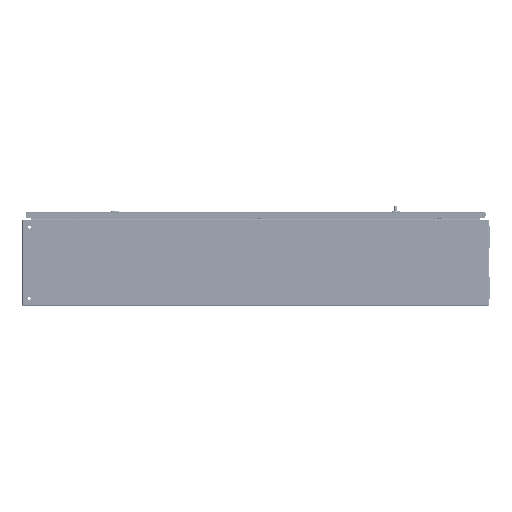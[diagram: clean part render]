
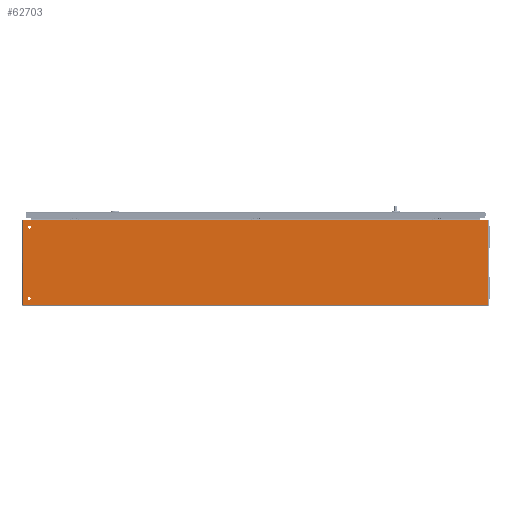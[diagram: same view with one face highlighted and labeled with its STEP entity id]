
A CAD part, left-side view. The second image highlights one B-rep face of the part: STEP entity #62703.
In plain terms, the highlighted planar face has unit normal (-1, 0, 0).
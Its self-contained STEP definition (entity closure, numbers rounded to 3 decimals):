
#3861 = EDGE_CURVE ( 'NONE', #170733, #35501, #131501, .T. ) ;
#4274 = PLANE ( 'NONE',  #144822 ) ;
#9300 = EDGE_CURVE ( 'NONE', #146620, #96715, #88152, .T. ) ;
#13279 = VECTOR ( 'NONE', #49521, 1000. ) ;
#16764 = CARTESIAN_POINT ( 'NONE',  ( -112.75, -796.1, 295. ) ) ;
#16798 = DIRECTION ( 'NONE',  ( -1., 0., 0. ) ) ;
#18198 = VECTOR ( 'NONE', #127696, 1000. ) ;
#20367 = DIRECTION ( 'NONE',  ( -1., 0., 0. ) ) ;
#21223 = EDGE_CURVE ( 'NONE', #31631, #170733, #132148, .T. ) ;
#23168 = ORIENTED_EDGE ( 'NONE', *, *, #9300, .F. ) ;
#23319 = CARTESIAN_POINT ( 'NONE',  ( -112.75, 774.7, 275. ) ) ;
#27112 = EDGE_LOOP ( 'NONE', ( #165095, #23168 ) ) ;
#31631 = VERTEX_POINT ( 'NONE', #85533 ) ;
#32653 = DIRECTION ( 'NONE',  ( 0., 1., 0. ) ) ;
#34605 = ORIENTED_EDGE ( 'NONE', *, *, #64617, .F. ) ;
#35501 = VERTEX_POINT ( 'NONE', #123622 ) ;
#45956 = VERTEX_POINT ( 'NONE', #141515 ) ;
#47948 = EDGE_CURVE ( 'NONE', #61201, #35501, #164567, .T. ) ;
#49521 = DIRECTION ( 'NONE',  ( 0., 0., -1. ) ) ;
#51078 = ORIENTED_EDGE ( 'NONE', *, *, #47948, .F. ) ;
#51787 = DIRECTION ( 'NONE',  ( -1., 0., 0. ) ) ;
#61201 = VERTEX_POINT ( 'NONE', #97745 ) ;
#61735 = ORIENTED_EDGE ( 'NONE', *, *, #21223, .T. ) ;
#62703 = ADVANCED_FACE ( '�����3', ( #118327, #172537, #79828 ), #4274, .F. ) ;
#64617 = EDGE_CURVE ( 'NONE', #45956, #141210, #105437, .T. ) ;
#70822 = VECTOR ( 'NONE', #198488, 1000. ) ;
#76191 = EDGE_LOOP ( 'NONE', ( #61735, #142140, #51078, #197801 ) ) ;
#79828 = FACE_OUTER_BOUND ( 'NONE', #76191, .T. ) ;
#83956 = EDGE_CURVE ( 'NONE', #141210, #45956, #188558, .T. ) ;
#84573 = EDGE_CURVE ( 'NONE', #61201, #31631, #171059, .T. ) ;
#85533 = CARTESIAN_POINT ( 'NONE',  ( -112.75, -796.1, 292.6 ) ) ;
#88152 = CIRCLE ( 'NONE', #100012, 5. ) ;
#96018 = DIRECTION ( 'NONE',  ( 0., 0., 1. ) ) ;
#96715 = VERTEX_POINT ( 'NONE', #123887 ) ;
#97745 = CARTESIAN_POINT ( 'NONE',  ( -112.75, -796.1, 2.4 ) ) ;
#97771 = CIRCLE ( 'NONE', #101022, 5. ) ;
#100012 = AXIS2_PLACEMENT_3D ( 'NONE', #111968, #156162, #158882 ) ;
#101022 = AXIS2_PLACEMENT_3D ( 'NONE', #111163, #16798, #96018 ) ;
#105437 = CIRCLE ( 'NONE', #113516, 5. ) ;
#107270 = EDGE_CURVE ( 'NONE', #96715, #146620, #97771, .T. ) ;
#111163 = CARTESIAN_POINT ( 'NONE',  ( -112.75, 774.7, 25. ) ) ;
#111968 = CARTESIAN_POINT ( 'NONE',  ( -112.75, 774.7, 25. ) ) ;
#113516 = AXIS2_PLACEMENT_3D ( 'NONE', #146147, #51787, #178589 ) ;
#116567 = CARTESIAN_POINT ( 'NONE',  ( -112.75, 796.1, 295. ) ) ;
#118327 = FACE_BOUND ( 'NONE', #154588, .T. ) ;
#119136 = CARTESIAN_POINT ( 'NONE',  ( -112.75, 796.1, 2.4 ) ) ;
#120971 = ORIENTED_EDGE ( 'NONE', *, *, #83956, .F. ) ;
#122292 = VECTOR ( 'NONE', #32653, 1000. ) ;
#123622 = CARTESIAN_POINT ( 'NONE',  ( -112.75, 796.1, 2.4 ) ) ;
#123887 = CARTESIAN_POINT ( 'NONE',  ( -112.75, 774.7, 30. ) ) ;
#127696 = DIRECTION ( 'NONE',  ( 0., 0., 1. ) ) ;
#128915 = CARTESIAN_POINT ( 'NONE',  ( -112.75, 774.7, 20. ) ) ;
#131501 = LINE ( 'NONE', #143854, #13279 ) ;
#132148 = LINE ( 'NONE', #185765, #122292 ) ;
#141210 = VERTEX_POINT ( 'NONE', #23319 ) ;
#141515 = CARTESIAN_POINT ( 'NONE',  ( -112.75, 774.7, 265. ) ) ;
#142140 = ORIENTED_EDGE ( 'NONE', *, *, #3861, .T. ) ;
#143854 = CARTESIAN_POINT ( 'NONE',  ( -112.75, 796.1, 295. ) ) ;
#144822 = AXIS2_PLACEMENT_3D ( 'NONE', #116567, #145544, #178639 ) ;
#145544 = DIRECTION ( 'NONE',  ( 1., 0., 0. ) ) ;
#146147 = CARTESIAN_POINT ( 'NONE',  ( -112.75, 774.7, 270. ) ) ;
#146416 = DIRECTION ( 'NONE',  ( 0., 0., 1. ) ) ;
#146620 = VERTEX_POINT ( 'NONE', #128915 ) ;
#152087 = AXIS2_PLACEMENT_3D ( 'NONE', #162312, #20367, #146416 ) ;
#154588 = EDGE_LOOP ( 'NONE', ( #120971, #34605 ) ) ;
#156162 = DIRECTION ( 'NONE',  ( -1., 0., 0. ) ) ;
#158882 = DIRECTION ( 'NONE',  ( 0., 0., 1. ) ) ;
#162312 = CARTESIAN_POINT ( 'NONE',  ( -112.75, 774.7, 270. ) ) ;
#164567 = LINE ( 'NONE', #119136, #70822 ) ;
#165095 = ORIENTED_EDGE ( 'NONE', *, *, #107270, .F. ) ;
#170733 = VERTEX_POINT ( 'NONE', #188299 ) ;
#171059 = LINE ( 'NONE', #16764, #18198 ) ;
#172537 = FACE_BOUND ( 'NONE', #27112, .T. ) ;
#178589 = DIRECTION ( 'NONE',  ( 0., 0., 1. ) ) ;
#178639 = DIRECTION ( 'NONE',  ( 0., 0., -1. ) ) ;
#185765 = CARTESIAN_POINT ( 'NONE',  ( -112.75, -796.1, 292.6 ) ) ;
#188299 = CARTESIAN_POINT ( 'NONE',  ( -112.75, 796.1, 292.6 ) ) ;
#188558 = CIRCLE ( 'NONE', #152087, 5. ) ;
#197801 = ORIENTED_EDGE ( 'NONE', *, *, #84573, .T. ) ;
#198488 = DIRECTION ( 'NONE',  ( 0., 1., 0. ) ) ;
